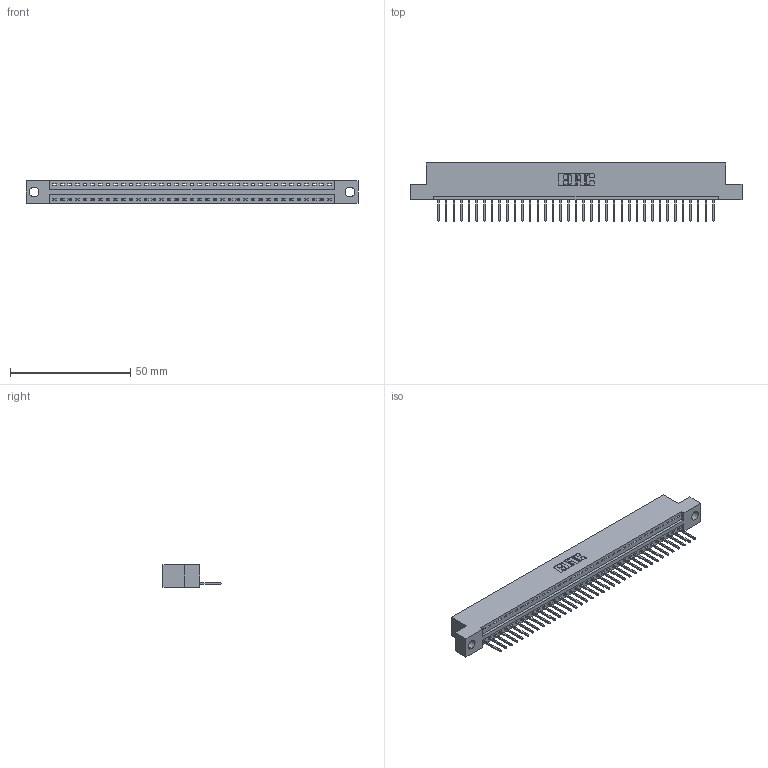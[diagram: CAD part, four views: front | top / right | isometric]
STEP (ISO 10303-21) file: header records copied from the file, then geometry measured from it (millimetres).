
FILE_DESCRIPTION (( 'STEP AP203' ), '1' );
FILE_NAME ('346-037-526-104.STEP', '2018-08-24T03:32:09', ( '' ), ( '' ), 'SwSTEP 2.0', 'SolidWorks 2016', '' );
FILE_SCHEMA (( 'CONFIG_CONTROL_DESIGN' ));
Length unit declared in the file: inch
Products named in the file (3): 346 Part_Flush Mounting Lugs - 0.156 Dia-TH; 345-292-001_345-293-126; 346-037-526-104
Assembly tree (38 placements, depth 2):
  346-037-526-104
    346 Part_Flush Mounting Lugs - 0.156 Dia-TH
    345-292-001_345-293-126  x37
Bounding box: 138.05 x 24.13 x 9.4 mm (x, y, z)
Volume: 13062.6 mm3; surface area: 16041.5 mm2
Topology: 38 solids, 38 shells, 2268 faces, 6841 edges, 4510 vertices
Faces by surface type: plane 1556, cylinder 712
Entity records: 23657 total; most frequent: CARTESIAN_POINT 4063, ORIENTED_EDGE 4034, DIRECTION 3591, EDGE_CURVE 2017, LINE 1737, VECTOR 1737, VERTEX_POINT 1342, AXIS2_PLACEMENT_3D 927
